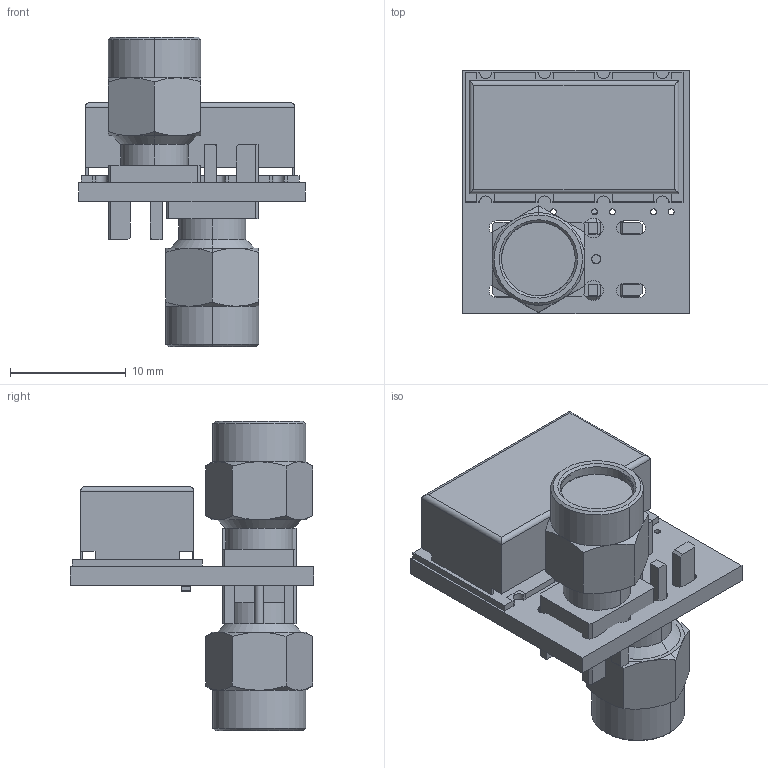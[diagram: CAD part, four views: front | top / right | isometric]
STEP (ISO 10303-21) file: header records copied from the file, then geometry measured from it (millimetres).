
FILE_DESCRIPTION(('KiCad electronic assembly'),'2;1');
FILE_NAME('filt2.step','2024-04-02T18:57:02',('Pcbnew'),('Kicad'), 'Open CASCADE STEP processor 7.6','KiCad to STEP converter','Unknown' );
FILE_SCHEMA(('AUTOMOTIVE_DESIGN { 1 0 10303 214 1 1 1 1 }'));
Length unit declared in the file: millimetre
Products named in the file (17): filt2 1; HF1139; SOLID; c-l9000276-01-a-3d; R_0603_1608Metric; filt2 PCB
Assembly tree (17 placements, depth 3):
  filt2 1
    HF1139
      SOLID
      SOLID
      SOLID
      SOLID
      SOLID
      SOLID
      SOLID
      SOLID
      SOLID
      SOLID
    c-l9000276-01-a-3d  x2
      SOLID
    R_0603_1608Metric
      SOLID
    filt2 PCB
Bounding box: 19.5 x 21 x 26.7 mm (x, y, z)
Volume: 2062.4 mm3; surface area: 3637.4 mm2
Topology: 14 solids, 14 shells, 430 faces, 1146 edges, 752 vertices
Faces by surface type: plane 324, cylinder 66, cone 40
Full cylindrical faces by diameter (mm): 0.508 x20, 0.8 x2, 1.7 x4
Entity records: 27731 total; most frequent: CARTESIAN_POINT 7449, DIRECTION 3650, LINE 2596, VECTOR 2596, ORIENTED_EDGE 1956, PCURVE 1956, DEFINITIONAL_REPRESENTATION 1956, EDGE_CURVE 978
